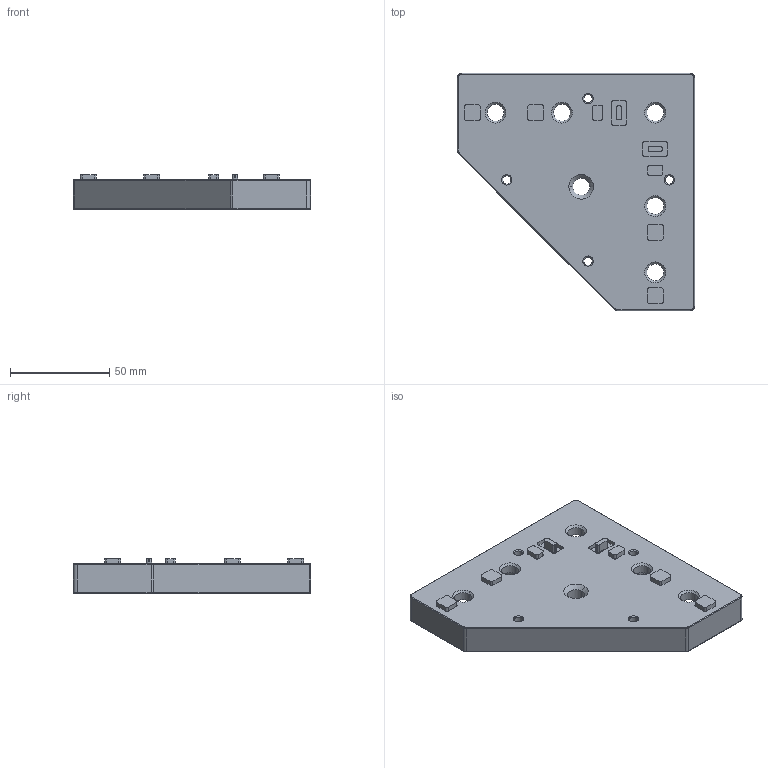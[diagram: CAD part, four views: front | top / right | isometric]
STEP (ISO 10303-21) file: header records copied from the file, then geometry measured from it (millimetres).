
FILE_DESCRIPTION (( 'STEP AP214' ), '1' );
FILE_NAME ('A684 Ïëèòà äëÿ êðåïëåíèÿ îïîðû, 40õ40, 58õ58, Ì12.STEP', '2023-03-15T14:27:53', ( '' ), ( '' ), 'SwSTEP 2.0', 'SolidWorks 2022', '' );
FILE_SCHEMA (( 'AUTOMOTIVE_DESIGN' ));
Length unit declared in the file: millimetre
Products named in the file (1): A684 Плита для крепления опоры, 40х40, 58х58, М12
Bounding box: 119.7 x 119.7 x 17.6 mm (x, y, z)
Volume: 110631.9 mm3; surface area: 37899.6 mm2
Topology: 1 solids, 1 shells, 325 faces, 806 edges, 500 vertices
Faces by surface type: cylinder 133, plane 96, bspline 38, cone 30, torus 28
Entity records: 10913 total; most frequent: CARTESIAN_POINT 3249, ORIENTED_EDGE 1612, DIRECTION 1568, EDGE_CURVE 806, AXIS2_PLACEMENT_3D 591, VERTEX_POINT 500, VECTOR 386, LINE 386
